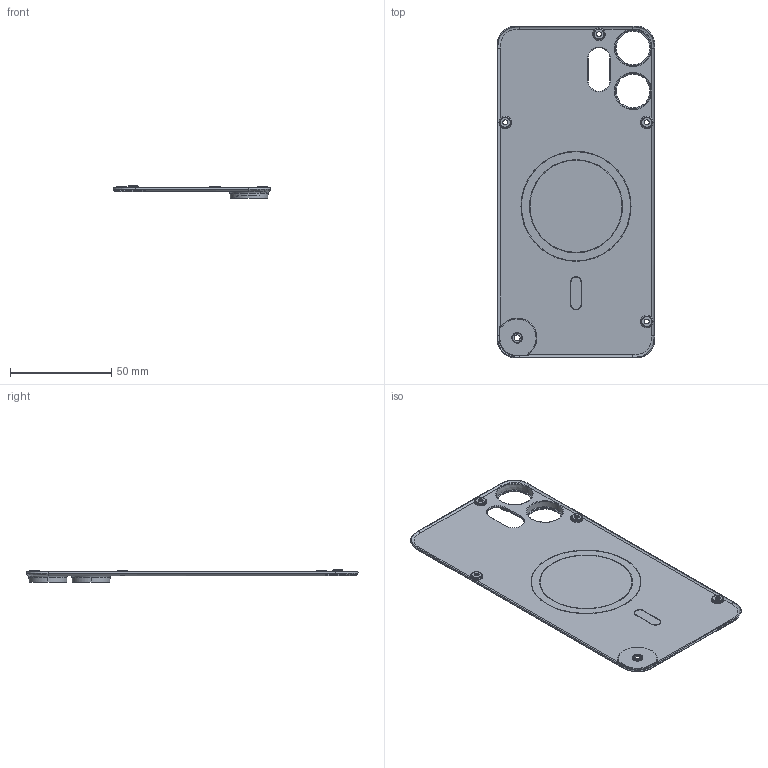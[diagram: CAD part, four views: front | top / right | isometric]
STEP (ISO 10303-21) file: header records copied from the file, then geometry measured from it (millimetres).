
FILE_DESCRIPTION((''),'2;1');
FILE_NAME('00_24121_PROTECT_BACKCOVER_ASM_ASM','2025-01-14T16:32:24',('kyrie.zhou'),(''),'CREO PARAMETRIC BY PTC INC, 2018050','CREO PARAMETRIC BY PTC INC, 2018050','');
FILE_SCHEMA(('AUTOMOTIVE_DESIGN { 1 0 10303 214 1 1 1 1 }'));
Length unit declared in the file: millimetre
Products named in the file (6): 01_PROTECT_BACKCOVER; 01_MAGNET_CIRCLE; 01_MAGNET_CIRCLE_TAPE; 01_MAGNET_REC; 01_MAGNET_REC_TAPE; 00_24121_PROTECT_BACKCOVER_ASM_ASM
Assembly tree (5 placements, depth 2):
  00_24121_PROTECT_BACKCOVER_ASM_ASM
    01_PROTECT_BACKCOVER
    01_MAGNET_CIRCLE
    01_MAGNET_CIRCLE_TAPE
    01_MAGNET_REC
    01_MAGNET_REC_TAPE
Bounding box: 78.07 x 164.09 x 6.3 mm (x, y, z)
Volume: 15708.5 mm3; surface area: 29097.3 mm2
Topology: 5 solids, 5 shells, 322 faces, 765 edges, 476 vertices
Faces by surface type: cone 107, plane 63, torus 52, cylinder 52, bspline 48
Entity records: 16133 total; most frequent: CARTESIAN_POINT 6246, DIRECTION 1597, ORIENTED_EDGE 1500, PRESENTATION_STYLE_ASSIGNMENT 751, STYLED_ITEM 751, EDGE_CURVE 750, CURVE_STYLE 748, AXIS2_PLACEMENT_3D 682
